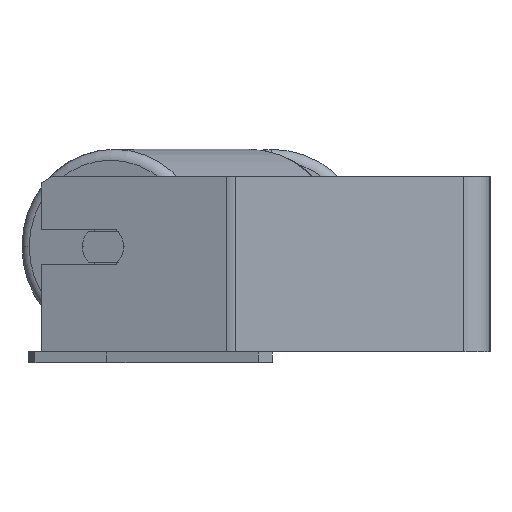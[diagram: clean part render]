
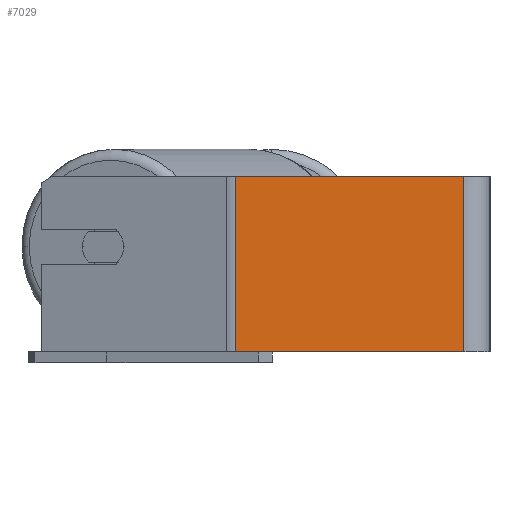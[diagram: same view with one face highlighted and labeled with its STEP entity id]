
A CAD part, left-side view. The second image highlights one B-rep face of the part: STEP entity #7029.
In plain terms, the highlighted planar face has unit normal (-1, 0, 0).
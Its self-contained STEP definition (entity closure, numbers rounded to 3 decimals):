
#1190 = FACE_OUTER_BOUND ( 'NONE', #1573, .T. ) ;
#1290 = CARTESIAN_POINT ( 'NONE',  ( -340., 116.253, 40. ) ) ;
#1310 = VERTEX_POINT ( 'NONE', #1290 ) ;
#1403 = EDGE_CURVE ( 'NONE', #3728, #4870, #8841, .T. ) ;
#1573 = EDGE_LOOP ( 'NONE', ( #8464, #7104, #6375, #3502 ) ) ;
#1876 = DIRECTION ( 'NONE',  ( 0., 0., -1. ) ) ;
#2185 = DIRECTION ( 'NONE',  ( 0., 0., -1. ) ) ;
#2637 = PLANE ( 'NONE',  #4882 ) ;
#2865 = LINE ( 'NONE', #4899, #5430 ) ;
#3422 = CARTESIAN_POINT ( 'NONE',  ( -340., 118.369, 40. ) ) ;
#3431 = LINE ( 'NONE', #5058, #3552 ) ;
#3493 = CARTESIAN_POINT ( 'NONE',  ( -340., 12., -40. ) ) ;
#3502 = ORIENTED_EDGE ( 'NONE', *, *, #5609, .T. ) ;
#3552 = VECTOR ( 'NONE', #4425, 1000. ) ;
#3717 = VERTEX_POINT ( 'NONE', #7045 ) ;
#3728 = VERTEX_POINT ( 'NONE', #4694 ) ;
#4117 = DIRECTION ( 'NONE',  ( 1., 0., 0. ) ) ;
#4425 = DIRECTION ( 'NONE',  ( 0., -1., 0. ) ) ;
#4694 = CARTESIAN_POINT ( 'NONE',  ( -340., 12., 40. ) ) ;
#4806 = LINE ( 'NONE', #8342, #6317 ) ;
#4870 = VERTEX_POINT ( 'NONE', #3493 ) ;
#4882 = AXIS2_PLACEMENT_3D ( 'NONE', #3422, #4117, #5436 ) ;
#4899 = CARTESIAN_POINT ( 'NONE',  ( -340., 116.253, 40. ) ) ;
#5058 = CARTESIAN_POINT ( 'NONE',  ( -340., 118.369, -40. ) ) ;
#5430 = VECTOR ( 'NONE', #2185, 1000. ) ;
#5436 = DIRECTION ( 'NONE',  ( 0., 0., -1. ) ) ;
#5609 = EDGE_CURVE ( 'NONE', #1310, #3717, #2865, .T. ) ;
#6029 = CARTESIAN_POINT ( 'NONE',  ( -340., 12., 40. ) ) ;
#6317 = VECTOR ( 'NONE', #7694, 1000. ) ;
#6375 = ORIENTED_EDGE ( 'NONE', *, *, #8280, .F. ) ;
#6993 = VECTOR ( 'NONE', #1876, 1000. ) ;
#7029 = ADVANCED_FACE ( 'NONE', ( #1190 ), #2637, .F. ) ;
#7045 = CARTESIAN_POINT ( 'NONE',  ( -340., 116.253, -40. ) ) ;
#7104 = ORIENTED_EDGE ( 'NONE', *, *, #1403, .F. ) ;
#7694 = DIRECTION ( 'NONE',  ( 0., -1., 0. ) ) ;
#8176 = EDGE_CURVE ( 'NONE', #3717, #4870, #3431, .T. ) ;
#8280 = EDGE_CURVE ( 'NONE', #1310, #3728, #4806, .T. ) ;
#8342 = CARTESIAN_POINT ( 'NONE',  ( -340., 118.369, 40. ) ) ;
#8464 = ORIENTED_EDGE ( 'NONE', *, *, #8176, .T. ) ;
#8841 = LINE ( 'NONE', #6029, #6993 ) ;
